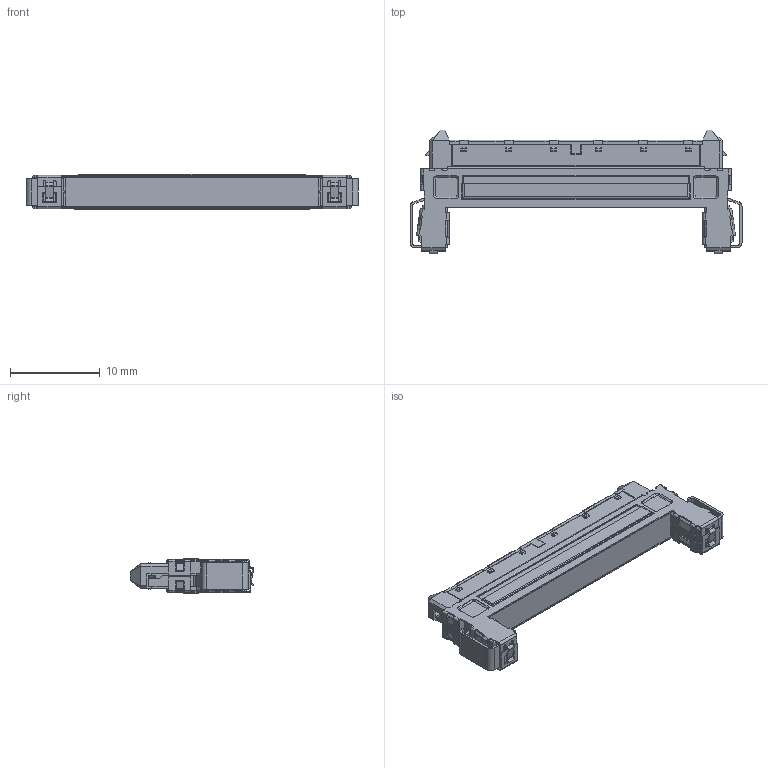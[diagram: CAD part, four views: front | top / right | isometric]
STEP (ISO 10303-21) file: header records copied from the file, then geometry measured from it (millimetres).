
FILE_DESCRIPTION(('OneSpaceDesigner STEP Export'),'2;1');
FILE_NAME('FX15S-51P-C.stp','2007-03-20T19:16:47',(''),(''),'OneSpace Designer STEP processor (Jan. 2003) for AP214(CD)(Solid Model)','OneSpace Designer 12.00 10-Sep-2003 (C) CoCreate Software GmbH','');
FILE_SCHEMA(('AUTOMOTIVE_DESIGN_CC2 {1 2 10303 214 -1 1 5 1}'));
Length unit declared in the file: millimetre
Products named in the file (2): FX15S-51P-C
Assembly tree (1 placements, depth 2):
  FX15S-51P-C
    FX15S-51P-C
Bounding box: 37 x 13.75 x 4 mm (x, y, z)
Volume: 767.8 mm3; surface area: 2178.9 mm2
Topology: 1 solids, 1 shells, 1073 faces, 3048 edges, 1946 vertices
Faces by surface type: plane 668, cylinder 333, torus 44, cone 16, bspline 8, sphere 4
Entity records: 34990 total; most frequent: CARTESIAN_POINT 6953, ORIENTED_EDGE 6092, DIRECTION 5661, EDGE_CURVE 3044, VECTOR 2217, LINE 2217, VERTEX_POINT 1946, AXIS2_PLACEMENT_3D 1722
